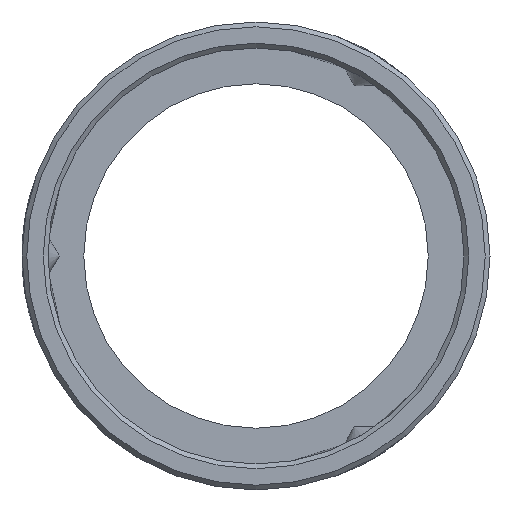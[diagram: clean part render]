
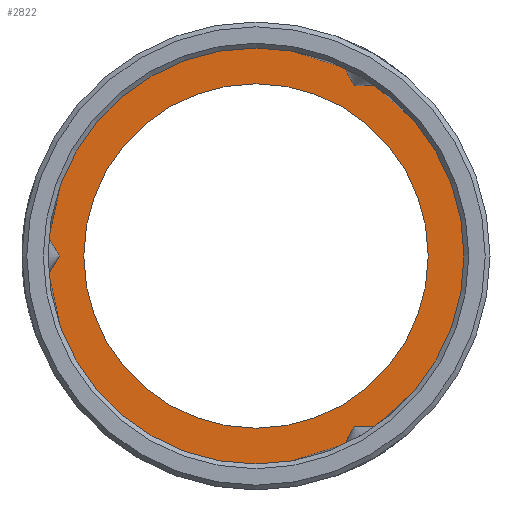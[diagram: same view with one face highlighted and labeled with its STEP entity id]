
A CAD part, left-side view. The second image highlights one B-rep face of the part: STEP entity #2822.
In plain terms, the highlighted planar face has unit normal (-1, 0, 0).
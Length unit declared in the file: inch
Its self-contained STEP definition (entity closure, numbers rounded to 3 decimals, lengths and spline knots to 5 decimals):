
#515=PLANE('',#3000);
#556=FACE_BOUND('',#948,.T.);
#744=FACE_OUTER_BOUND('',#947,.T.);
#947=EDGE_LOOP('',(#2602));
#948=EDGE_LOOP('',(#2603));
#980=CIRCLE('',#2915,0.8755);
#1007=CIRCLE('',#2999,0.725);
#1289=VERTEX_POINT('',#4273);
#1424=VERTEX_POINT('',#6684);
#1584=EDGE_CURVE('',#1289,#1289,#980,.T.);
#1817=EDGE_CURVE('',#1424,#1424,#1007,.T.);
#2602=ORIENTED_EDGE('',*,*,#1584,.F.);
#2603=ORIENTED_EDGE('',*,*,#1817,.T.);
#2822=ADVANCED_FACE('',(#744,#556),#515,.T.);
#2915=AXIS2_PLACEMENT_3D('',#4274,#3219,#3220);
#2999=AXIS2_PLACEMENT_3D('',#6685,#3503,#3504);
#3000=AXIS2_PLACEMENT_3D('',#6686,#3505,#3506);
#3219=DIRECTION('center_axis',(1.,0.,0.));
#3220=DIRECTION('ref_axis',(0.,0.,-1.));
#3503=DIRECTION('center_axis',(1.,0.,0.));
#3504=DIRECTION('ref_axis',(0.,0.,-1.));
#3505=DIRECTION('center_axis',(-1.,0.,0.));
#3506=DIRECTION('ref_axis',(0.,0.,1.));
#4273=CARTESIAN_POINT('',(0.4,0.8755,0.));
#4274=CARTESIAN_POINT('Origin',(0.4,0.,0.));
#6684=CARTESIAN_POINT('',(0.4,0.725,0.));
#6685=CARTESIAN_POINT('Origin',(0.4,0.,0.));
#6686=CARTESIAN_POINT('Origin',(0.4,0.8755,0.));
